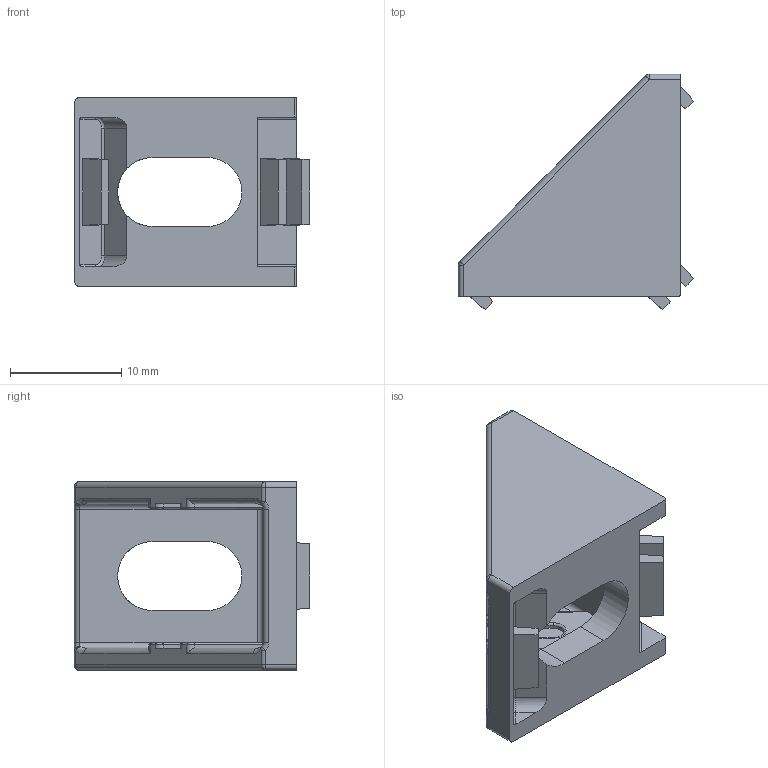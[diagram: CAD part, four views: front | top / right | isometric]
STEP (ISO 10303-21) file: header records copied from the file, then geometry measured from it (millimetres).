
FILE_DESCRIPTION(/* description */ ('KriTec Winkel 5 20x20x20 Zn Standard'),/* implementation_level */ '2;1');
FILE_NAME(/* name */ '11282_KriTec_Winkel_5_20x20x20_Zn_Standard.stp',/* time_stamp */ '2019-10-10T09:31:03+02:00',/* author */ ('jendrek'),/* organization */ (''),/* preprocessor_version */ 'ST-DEVELOPER v17',/* originating_system */ 'Autodesk Inventor 2018',/* authorisation */ '');
FILE_SCHEMA (('AUTOMOTIVE_DESIGN { 1 0 10303 214 3 1 1 }'));
Length unit declared in the file: millimetre
Products named in the file (1): 11282
Bounding box: 21.2 x 21.2 x 17 mm (x, y, z)
Volume: 1998.1 mm3; surface area: 2183.6 mm2
Topology: 1 solids, 1 shells, 152 faces, 378 edges, 228 vertices
Faces by surface type: cylinder 61, plane 61, torus 18, sphere 8, bspline 4
Entity records: 4572 total; most frequent: CARTESIAN_POINT 835, DIRECTION 824, ORIENTED_EDGE 748, EDGE_CURVE 374, AXIS2_PLACEMENT_3D 305, VERTEX_POINT 228, LINE 214, VECTOR 214
